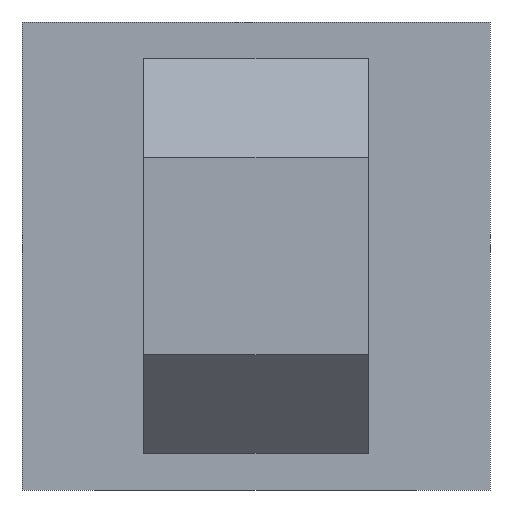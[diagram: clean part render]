
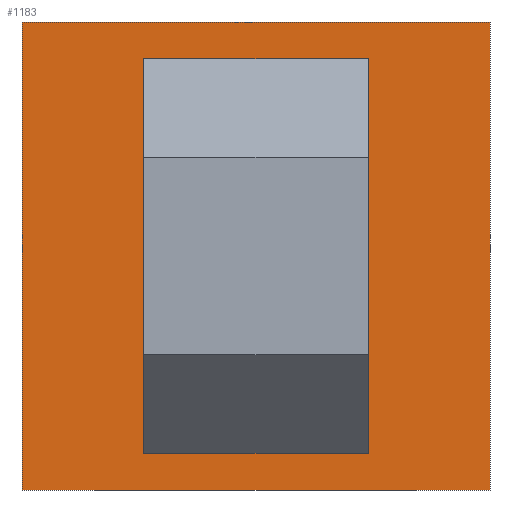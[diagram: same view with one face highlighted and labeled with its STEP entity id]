
A CAD part, front view. The second image highlights one B-rep face of the part: STEP entity #1183.
In plain terms, the highlighted planar face has unit normal (0, -1, 0).
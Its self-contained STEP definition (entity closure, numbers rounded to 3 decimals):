
#627=CIRCLE('',#1134,5.);
#628=CIRCLE('',#1135,5.);
#651=ORIENTED_EDGE('',*,*,#904,.T.);
#652=ORIENTED_EDGE('',*,*,#913,.F.);
#653=ORIENTED_EDGE('',*,*,#918,.T.);
#654=ORIENTED_EDGE('',*,*,#916,.T.);
#655=ORIENTED_EDGE('',*,*,#919,.F.);
#656=ORIENTED_EDGE('',*,*,#920,.F.);
#657=ORIENTED_EDGE('',*,*,#921,.T.);
#658=ORIENTED_EDGE('',*,*,#922,.F.);
#659=ORIENTED_EDGE('',*,*,#923,.F.);
#660=ORIENTED_EDGE('',*,*,#924,.T.);
#752=VECTOR('',#1018,1.);
#761=VECTOR('',#1029,1.);
#764=VECTOR('',#1036,1.);
#766=VECTOR('',#1040,1.);
#767=VECTOR('',#1041,1.);
#768=VECTOR('',#1042,1.);
#769=VECTOR('',#1045,1.);
#770=VECTOR('',#1046,1.);
#808=LINE('',#1210,#752);
#817=LINE('',#1227,#761);
#820=LINE('',#1234,#764);
#822=LINE('',#1237,#766);
#823=LINE('',#1240,#767);
#824=LINE('',#1242,#768);
#825=LINE('',#1246,#769);
#826=LINE('',#1248,#770);
#863=VERTEX_POINT('',#1206);
#865=VERTEX_POINT('',#1209);
#872=VERTEX_POINT('',#1225);
#874=VERTEX_POINT('',#1233);
#875=VERTEX_POINT('',#1238);
#876=VERTEX_POINT('',#1239);
#877=VERTEX_POINT('',#1241);
#878=VERTEX_POINT('',#1243);
#879=VERTEX_POINT('',#1245);
#880=VERTEX_POINT('',#1247);
#904=EDGE_CURVE('',#865,#863,#808,.T.);
#913=EDGE_CURVE('',#872,#863,#817,.T.);
#916=EDGE_CURVE('',#874,#865,#820,.T.);
#918=EDGE_CURVE('',#872,#874,#822,.T.);
#919=EDGE_CURVE('',#875,#876,#823,.T.);
#920=EDGE_CURVE('',#877,#875,#824,.T.);
#921=EDGE_CURVE('',#877,#878,#627,.T.);
#922=EDGE_CURVE('',#879,#878,#825,.T.);
#923=EDGE_CURVE('',#880,#879,#826,.T.);
#924=EDGE_CURVE('',#880,#876,#628,.T.);
#968=EDGE_LOOP('',(#651,#652,#653,#654));
#969=EDGE_LOOP('',(#655,#656,#657,#658,#659,#660));
#994=FACE_BOUND('',#968,.T.);
#995=FACE_BOUND('',#969,.T.);
#1018=DIRECTION('',(-19.,0.,0.));
#1029=DIRECTION('',(0.,0.,19.));
#1036=DIRECTION('',(0.,0.,19.));
#1038=DIRECTION('',(0.,-1.,0.));
#1039=DIRECTION('',(-1.,0.,0.));
#1040=DIRECTION('',(19.,0.,0.));
#1041=DIRECTION('',(-4.1,0.,0.));
#1042=DIRECTION('',(0.,0.,4.5));
#1043=DIRECTION('',(0.,1.,0.));
#1044=DIRECTION('',(0.,0.,-5.));
#1045=DIRECTION('',(4.1,0.,0.));
#1046=DIRECTION('',(0.,0.,-4.5));
#1047=DIRECTION('',(0.,1.,0.));
#1048=DIRECTION('',(0.,0.,-5.));
#1133=AXIS2_PLACEMENT_3D('',#1236,#1038,#1039);
#1134=AXIS2_PLACEMENT_3D('',#1244,#1043,#1044);
#1135=AXIS2_PLACEMENT_3D('',#1249,#1047,#1048);
#1162=PLANE('',#1133);
#1183=ADVANCED_FACE('',(#994,#995),#1162,.T.);
#1206=CARTESIAN_POINT('',(-9.5,0.,9.5));
#1209=CARTESIAN_POINT('',(9.5,0.,9.5));
#1210=CARTESIAN_POINT('',(9.5,0.,9.5));
#1225=CARTESIAN_POINT('',(-9.5,0.,-9.5));
#1227=CARTESIAN_POINT('',(-9.5,0.,-9.5));
#1233=CARTESIAN_POINT('',(9.5,0.,-9.5));
#1234=CARTESIAN_POINT('',(9.5,0.,-9.5));
#1236=CARTESIAN_POINT('',(-9.5,0.,0.));
#1237=CARTESIAN_POINT('',(-9.5,0.,-9.5));
#1238=CARTESIAN_POINT('',(4.55,0.,4.75));
#1239=CARTESIAN_POINT('',(0.45,0.,4.75));
#1240=CARTESIAN_POINT('',(4.55,0.,4.75));
#1241=CARTESIAN_POINT('',(4.55,0.,0.25));
#1242=CARTESIAN_POINT('',(4.55,0.,0.25));
#1243=CARTESIAN_POINT('',(-0.45,0.,-4.75));
#1244=CARTESIAN_POINT('',(-0.45,0.,0.25));
#1245=CARTESIAN_POINT('',(-4.55,0.,-4.75));
#1246=CARTESIAN_POINT('',(-4.55,0.,-4.75));
#1247=CARTESIAN_POINT('',(-4.55,0.,-0.25));
#1248=CARTESIAN_POINT('',(-4.55,0.,-0.25));
#1249=CARTESIAN_POINT('',(0.45,0.,-0.25));
